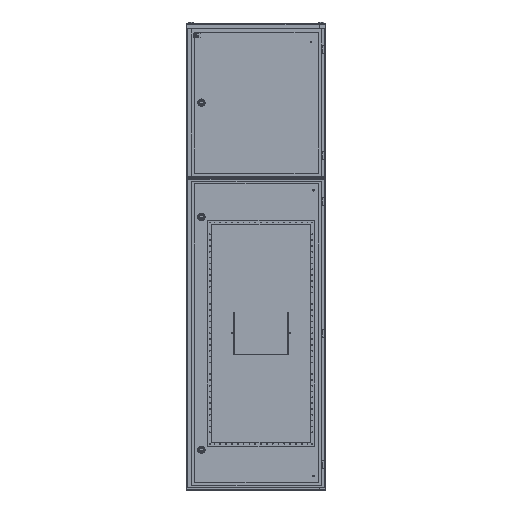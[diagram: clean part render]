
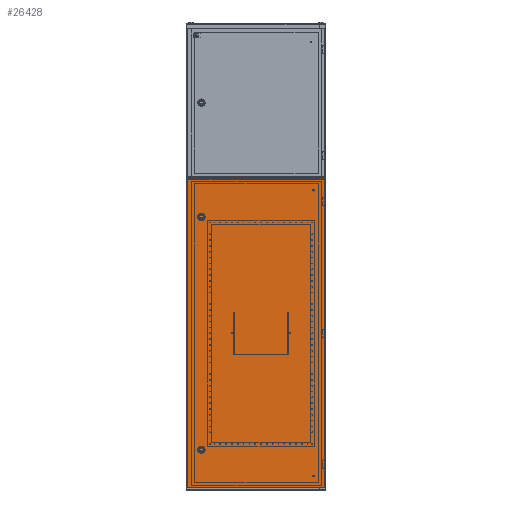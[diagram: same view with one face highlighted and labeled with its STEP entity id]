
A CAD part, top view. The second image highlights one B-rep face of the part: STEP entity #26428.
In plain terms, the highlighted planar face has unit normal (0, 0, 1).
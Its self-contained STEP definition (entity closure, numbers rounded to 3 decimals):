
#1540 = ORIENTED_EDGE ( 'NONE', *, *, #41094, .T. ) ;
#2191 = ORIENTED_EDGE ( 'NONE', *, *, #94412, .T. ) ;
#3434 = EDGE_CURVE ( 'NONE', #105463, #11648, #74470, .T. ) ;
#7099 = EDGE_LOOP ( 'NONE', ( #74045, #97477 ) ) ;
#11211 = AXIS2_PLACEMENT_3D ( 'NONE', #99129, #54077, #45696 ) ;
#11648 = VERTEX_POINT ( 'NONE', #59229 ) ;
#12864 = CARTESIAN_POINT ( 'NONE',  ( 0., 663.5, 0. ) ) ;
#13459 = DIRECTION ( 'NONE',  ( 0., 0., 1. ) ) ;
#14413 = FACE_BOUND ( 'NONE', #7099, .T. ) ;
#14871 = CARTESIAN_POINT ( 'NONE',  ( 60., -500., 0. ) ) ;
#15267 = CARTESIAN_POINT ( 'NONE',  ( 58.5, 500., 0. ) ) ;
#18350 = CIRCLE ( 'NONE', #18364, 1.5 ) ;
#18364 = AXIS2_PLACEMENT_3D ( 'NONE', #75561, #32055, #40073 ) ;
#18510 = CARTESIAN_POINT ( 'NONE',  ( 0., 663.5, 0. ) ) ;
#18971 = AXIS2_PLACEMENT_3D ( 'NONE', #57734, #13459, #66489 ) ;
#26428 = ADVANCED_FACE ( 'NONE', ( #37598, #14413, #47126 ), #71816, .T. ) ;
#27881 = CARTESIAN_POINT ( 'NONE',  ( 0., 0., 0. ) ) ;
#29562 = VECTOR ( 'NONE', #81410, 1000. ) ;
#32055 = DIRECTION ( 'NONE',  ( 0., 0., 1. ) ) ;
#32452 = EDGE_CURVE ( 'NONE', #64490, #72355, #18350, .T. ) ;
#34142 = VECTOR ( 'NONE', #59119, 1000. ) ;
#34215 = EDGE_CURVE ( 'NONE', #11648, #105463, #84894, .T. ) ;
#37122 = VERTEX_POINT ( 'NONE', #90034 ) ;
#37598 = FACE_BOUND ( 'NONE', #102603, .T. ) ;
#40073 = DIRECTION ( 'NONE',  ( 1., 0., 0. ) ) ;
#41094 = EDGE_CURVE ( 'NONE', #37122, #78934, #103701, .T. ) ;
#44020 = CARTESIAN_POINT ( 'NONE',  ( 0., -663.5, 0. ) ) ;
#45696 = DIRECTION ( 'NONE',  ( 1., 0., 0. ) ) ;
#47126 = FACE_OUTER_BOUND ( 'NONE', #56807, .T. ) ;
#47871 = CIRCLE ( 'NONE', #11211, 1.5 ) ;
#49834 = VERTEX_POINT ( 'NONE', #85363 ) ;
#50107 = EDGE_CURVE ( 'NONE', #49834, #37122, #104705, .T. ) ;
#54077 = DIRECTION ( 'NONE',  ( 0., 0., 1. ) ) ;
#55557 = CARTESIAN_POINT ( 'NONE',  ( 590.5, -663.5, 0. ) ) ;
#56683 = AXIS2_PLACEMENT_3D ( 'NONE', #27881, #105422, #61917 ) ;
#56750 = DIRECTION ( 'NONE',  ( -1., 0., 0. ) ) ;
#56807 = EDGE_LOOP ( 'NONE', ( #74257, #1540, #2191, #79796 ) ) ;
#56974 = VECTOR ( 'NONE', #56750, 1000. ) ;
#57734 = CARTESIAN_POINT ( 'NONE',  ( 60., -500., 0. ) ) ;
#58365 = DIRECTION ( 'NONE',  ( 0., 0., 1. ) ) ;
#59119 = DIRECTION ( 'NONE',  ( 0., 1., 0. ) ) ;
#59229 = CARTESIAN_POINT ( 'NONE',  ( 61.5, -500., 0. ) ) ;
#61917 = DIRECTION ( 'NONE',  ( 1., 0., 0. ) ) ;
#64490 = VERTEX_POINT ( 'NONE', #15267 ) ;
#65218 = CARTESIAN_POINT ( 'NONE',  ( 590.5, 663.5, 0. ) ) ;
#66489 = DIRECTION ( 'NONE',  ( -1., 0., 0. ) ) ;
#71816 = PLANE ( 'NONE',  #56683 ) ;
#72355 = VERTEX_POINT ( 'NONE', #108049 ) ;
#74045 = ORIENTED_EDGE ( 'NONE', *, *, #77774, .F. ) ;
#74257 = ORIENTED_EDGE ( 'NONE', *, *, #50107, .T. ) ;
#74470 = CIRCLE ( 'NONE', #18971, 1.5 ) ;
#75561 = CARTESIAN_POINT ( 'NONE',  ( 60., 500., 0. ) ) ;
#77774 = EDGE_CURVE ( 'NONE', #72355, #64490, #47871, .T. ) ;
#78897 = VERTEX_POINT ( 'NONE', #108215 ) ;
#78934 = VERTEX_POINT ( 'NONE', #55557 ) ;
#79796 = ORIENTED_EDGE ( 'NONE', *, *, #85753, .T. ) ;
#81410 = DIRECTION ( 'NONE',  ( 0., -1., 0. ) ) ;
#84894 = CIRCLE ( 'NONE', #112139, 1.5 ) ;
#85363 = CARTESIAN_POINT ( 'NONE',  ( 0., 663.5, 0. ) ) ;
#85753 = EDGE_CURVE ( 'NONE', #78897, #49834, #110200, .T. ) ;
#89588 = CARTESIAN_POINT ( 'NONE',  ( 58.5, -500., 0. ) ) ;
#90034 = CARTESIAN_POINT ( 'NONE',  ( 0., -663.5, 0. ) ) ;
#93117 = DIRECTION ( 'NONE',  ( -1., 0., 0. ) ) ;
#94412 = EDGE_CURVE ( 'NONE', #78934, #78897, #105257, .T. ) ;
#96636 = ORIENTED_EDGE ( 'NONE', *, *, #3434, .F. ) ;
#97477 = ORIENTED_EDGE ( 'NONE', *, *, #32452, .F. ) ;
#99129 = CARTESIAN_POINT ( 'NONE',  ( 60., 500., 0. ) ) ;
#102603 = EDGE_LOOP ( 'NONE', ( #109068, #96636 ) ) ;
#103550 = DIRECTION ( 'NONE',  ( 1., 0., 0. ) ) ;
#103701 = LINE ( 'NONE', #44020, #107757 ) ;
#104705 = LINE ( 'NONE', #18510, #29562 ) ;
#105257 = LINE ( 'NONE', #65218, #34142 ) ;
#105422 = DIRECTION ( 'NONE',  ( 0., 0., 1. ) ) ;
#105463 = VERTEX_POINT ( 'NONE', #89588 ) ;
#107757 = VECTOR ( 'NONE', #103550, 1000. ) ;
#108049 = CARTESIAN_POINT ( 'NONE',  ( 61.5, 500., 0. ) ) ;
#108215 = CARTESIAN_POINT ( 'NONE',  ( 590.5, 663.5, 0. ) ) ;
#109068 = ORIENTED_EDGE ( 'NONE', *, *, #34215, .F. ) ;
#110200 = LINE ( 'NONE', #12864, #56974 ) ;
#112139 = AXIS2_PLACEMENT_3D ( 'NONE', #14871, #58365, #93117 ) ;
